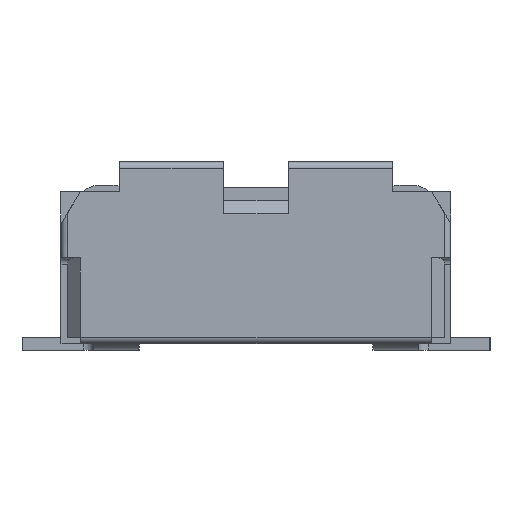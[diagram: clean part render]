
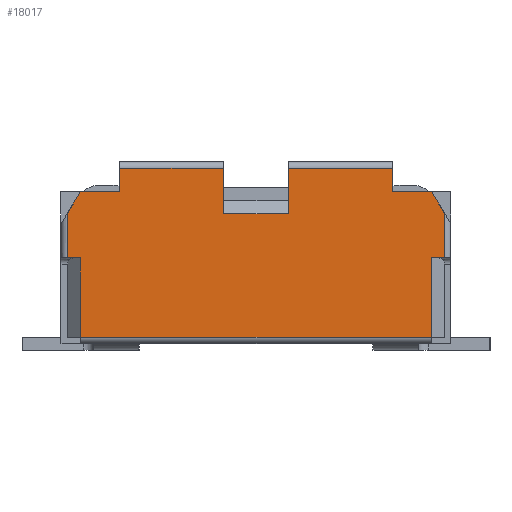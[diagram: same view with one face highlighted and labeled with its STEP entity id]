
A CAD part, left-side view. The second image highlights one B-rep face of the part: STEP entity #18017.
In plain terms, the highlighted planar face has unit normal (-1, 0, 0).
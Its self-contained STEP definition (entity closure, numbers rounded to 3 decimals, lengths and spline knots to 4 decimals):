
#102 = ORIENTED_EDGE ( 'NONE', *, *, #18084, .T. ) ;
#14462 = EDGE_CURVE ( 'NONE', #14607, #14464, #68664, .T. ) ;
#14464 = VERTEX_POINT ( 'NONE', #68660 ) ;
#14572 = VERTEX_POINT ( 'NONE', #68749 ) ;
#14607 = VERTEX_POINT ( 'NONE', #68783 ) ;
#14708 = VERTEX_POINT ( 'NONE', #68875 ) ;
#14807 = EDGE_CURVE ( 'NONE', #14708, #14572, #68974, .T. ) ;
#17962 = EDGE_CURVE ( 'NONE', #17963, #14464, #72092, .T. ) ;
#17963 = VERTEX_POINT ( 'NONE', #72088 ) ;
#18007 = VERTEX_POINT ( 'NONE', #72110 ) ;
#18017 = ADVANCED_FACE ( 'NONE', ( #72164 ), #72163, .F. ) ;
#18019 = EDGE_LOOP ( 'NONE', ( #18022, #18027, #18037, #18042, #18055, #18115, #18125, #18135, #18147, #18158, #18212, #18222, #102, #18094, #18106, #18301, #18167, #18177 ) ) ;
#18022 = ORIENTED_EDGE ( 'NONE', *, *, #14462, .F. ) ;
#18027 = ORIENTED_EDGE ( 'NONE', *, *, #18031, .T. ) ;
#18031 = EDGE_CURVE ( 'NONE', #14607, #14708, #72154, .T. ) ;
#18037 = ORIENTED_EDGE ( 'NONE', *, *, #14807, .T. ) ;
#18042 = ORIENTED_EDGE ( 'NONE', *, *, #18049, .F. ) ;
#18049 = EDGE_CURVE ( 'NONE', #18051, #14572, #72144, .T. ) ;
#18051 = VERTEX_POINT ( 'NONE', #72200 ) ;
#18055 = ORIENTED_EDGE ( 'NONE', *, *, #18060, .T. ) ;
#18060 = EDGE_CURVE ( 'NONE', #18051, #18111, #72194, .T. ) ;
#18084 = EDGE_CURVE ( 'NONE', #18231, #18089, #72237, .T. ) ;
#18089 = VERTEX_POINT ( 'NONE', #72229 ) ;
#18094 = ORIENTED_EDGE ( 'NONE', *, *, #18097, .T. ) ;
#18097 = EDGE_CURVE ( 'NONE', #18089, #18102, #72223, .T. ) ;
#18102 = VERTEX_POINT ( 'NONE', #72215 ) ;
#18106 = ORIENTED_EDGE ( 'NONE', *, *, #18291, .T. ) ;
#18108 = VERTEX_POINT ( 'NONE', #72213 ) ;
#18111 = VERTEX_POINT ( 'NONE', #72211 ) ;
#18115 = ORIENTED_EDGE ( 'NONE', *, *, #18119, .T. ) ;
#18119 = EDGE_CURVE ( 'NONE', #18111, #18121, #72210, .T. ) ;
#18121 = VERTEX_POINT ( 'NONE', #72263 ) ;
#18125 = ORIENTED_EDGE ( 'NONE', *, *, #18127, .F. ) ;
#18127 = EDGE_CURVE ( 'NONE', #18131, #18121, #72258, .T. ) ;
#18131 = VERTEX_POINT ( 'NONE', #72253 ) ;
#18135 = ORIENTED_EDGE ( 'NONE', *, *, #18137, .F. ) ;
#18137 = EDGE_CURVE ( 'NONE', #18139, #18131, #72248, .T. ) ;
#18139 = VERTEX_POINT ( 'NONE', #72244 ) ;
#18147 = ORIENTED_EDGE ( 'NONE', *, *, #18149, .F. ) ;
#18149 = EDGE_CURVE ( 'NONE', #18150, #18139, #72299, .T. ) ;
#18150 = VERTEX_POINT ( 'NONE', #72295 ) ;
#18158 = ORIENTED_EDGE ( 'NONE', *, *, #18205, .F. ) ;
#18161 = VERTEX_POINT ( 'NONE', #72288 ) ;
#18167 = ORIENTED_EDGE ( 'NONE', *, *, #18171, .F. ) ;
#18171 = EDGE_CURVE ( 'NONE', #17963, #18161, #72282, .T. ) ;
#18177 = ORIENTED_EDGE ( 'NONE', *, *, #17962, .T. ) ;
#18205 = EDGE_CURVE ( 'NONE', #18007, #18150, #72317, .T. ) ;
#18212 = ORIENTED_EDGE ( 'NONE', *, *, #18216, .T. ) ;
#18216 = EDGE_CURVE ( 'NONE', #18007, #18217, #72308, .T. ) ;
#18217 = VERTEX_POINT ( 'NONE', #72304 ) ;
#18222 = ORIENTED_EDGE ( 'NONE', *, *, #18226, .T. ) ;
#18226 = EDGE_CURVE ( 'NONE', #18217, #18231, #72358, .T. ) ;
#18231 = VERTEX_POINT ( 'NONE', #72344 ) ;
#18291 = EDGE_CURVE ( 'NONE', #18102, #18108, #72477, .T. ) ;
#18301 = ORIENTED_EDGE ( 'NONE', *, *, #18303, .F. ) ;
#18303 = EDGE_CURVE ( 'NONE', #18161, #18108, #72454, .T. ) ;
#68660 = CARTESIAN_POINT ( 'NONE',  ( -10.025, -0.25, 1.4 ) ) ;
#68661 = DIRECTION ( 'NONE',  ( 0., 0., 1. ) ) ;
#68662 = VECTOR ( 'NONE', #68661, 1000. ) ;
#68663 = CARTESIAN_POINT ( 'NONE',  ( -10.025, -0.25, 1.05 ) ) ;
#68664 = LINE ( 'NONE', #68663, #68662 ) ;
#68749 = CARTESIAN_POINT ( 'NONE',  ( -10.025, 0.25, 1.4 ) ) ;
#68783 = CARTESIAN_POINT ( 'NONE',  ( -10.025, -0.25, 1.05 ) ) ;
#68875 = CARTESIAN_POINT ( 'NONE',  ( -10.025, 0.25, 1.05 ) ) ;
#68971 = DIRECTION ( 'NONE',  ( 0., 0., 1. ) ) ;
#68972 = VECTOR ( 'NONE', #68971, 1000. ) ;
#68973 = CARTESIAN_POINT ( 'NONE',  ( -10.025, 0.25, 1.05 ) ) ;
#68974 = LINE ( 'NONE', #68973, #68972 ) ;
#72088 = CARTESIAN_POINT ( 'NONE',  ( -10.025, -1.05, 1.4 ) ) ;
#72089 = DIRECTION ( 'NONE',  ( 0., 1., 0. ) ) ;
#72090 = VECTOR ( 'NONE', #72089, 1000. ) ;
#72091 = CARTESIAN_POINT ( 'NONE',  ( -10.025, 0., 1.4 ) ) ;
#72092 = LINE ( 'NONE', #72091, #72090 ) ;
#72110 = CARTESIAN_POINT ( 'NONE',  ( -10.025, 1.35, 0.1 ) ) ;
#72144 = LINE ( 'NONE', #72203, #72202 ) ;
#72151 = DIRECTION ( 'NONE',  ( 0., 1., 0. ) ) ;
#72152 = VECTOR ( 'NONE', #72151, 1000. ) ;
#72153 = CARTESIAN_POINT ( 'NONE',  ( -10.025, -0.25, 1.05 ) ) ;
#72154 = LINE ( 'NONE', #72153, #72152 ) ;
#72159 = DIRECTION ( 'NONE',  ( 0., 1., 0. ) ) ;
#72160 = DIRECTION ( 'NONE',  ( 1., 0., 0. ) ) ;
#72161 = CARTESIAN_POINT ( 'NONE',  ( -10.025, 0., 1.22 ) ) ;
#72162 = AXIS2_PLACEMENT_3D ( 'NONE', #72161, #72160, #72159 ) ;
#72163 = PLANE ( 'NONE',  #72162 ) ;
#72164 = FACE_OUTER_BOUND ( 'NONE', #18019, .T. ) ;
#72190 = DIRECTION ( 'NONE',  ( 0., 0., -1. ) ) ;
#72191 = VECTOR ( 'NONE', #72190, 1000. ) ;
#72193 = CARTESIAN_POINT ( 'NONE',  ( -10.025, 1.05, 1.45 ) ) ;
#72194 = LINE ( 'NONE', #72193, #72191 ) ;
#72200 = CARTESIAN_POINT ( 'NONE',  ( -10.025, 1.05, 1.4 ) ) ;
#72201 = DIRECTION ( 'NONE',  ( 0., -1., 0. ) ) ;
#72202 = VECTOR ( 'NONE', #72201, 1000. ) ;
#72203 = CARTESIAN_POINT ( 'NONE',  ( -10.025, 0., 1.4 ) ) ;
#72210 = LINE ( 'NONE', #72267, #72266 ) ;
#72211 = CARTESIAN_POINT ( 'NONE',  ( -10.025, 1.05, 1.22 ) ) ;
#72213 = CARTESIAN_POINT ( 'NONE',  ( -10.025, -1.35, 1.22 ) ) ;
#72215 = CARTESIAN_POINT ( 'NONE',  ( -10.025, -1.45, 1.0533 ) ) ;
#72220 = DIRECTION ( 'NONE',  ( 0., 0., 1. ) ) ;
#72221 = VECTOR ( 'NONE', #72220, 1000. ) ;
#72222 = CARTESIAN_POINT ( 'NONE',  ( -10.025, -1.45, 1.22 ) ) ;
#72223 = LINE ( 'NONE', #72222, #72221 ) ;
#72229 = CARTESIAN_POINT ( 'NONE',  ( -10.025, -1.45, 0.71 ) ) ;
#72234 = DIRECTION ( 'NONE',  ( 0., -1., 0. ) ) ;
#72235 = VECTOR ( 'NONE', #72234, 1000. ) ;
#72236 = CARTESIAN_POINT ( 'NONE',  ( -10.025, -1.35, 0.71 ) ) ;
#72237 = LINE ( 'NONE', #72236, #72235 ) ;
#72244 = CARTESIAN_POINT ( 'NONE',  ( -10.025, 1.45, 0.71 ) ) ;
#72245 = DIRECTION ( 'NONE',  ( 0., 0., 1. ) ) ;
#72246 = VECTOR ( 'NONE', #72245, 1000. ) ;
#72247 = CARTESIAN_POINT ( 'NONE',  ( -10.025, 1.45, 1.22 ) ) ;
#72248 = LINE ( 'NONE', #72247, #72246 ) ;
#72253 = CARTESIAN_POINT ( 'NONE',  ( -10.025, 1.45, 1.0533 ) ) ;
#72255 = DIRECTION ( 'NONE',  ( 0., -0.514, 0.857 ) ) ;
#72256 = VECTOR ( 'NONE', #72255, 1000. ) ;
#72257 = CARTESIAN_POINT ( 'NONE',  ( -10.025, 1.5, 0.97 ) ) ;
#72258 = LINE ( 'NONE', #72257, #72256 ) ;
#72263 = CARTESIAN_POINT ( 'NONE',  ( -10.025, 1.35, 1.22 ) ) ;
#72265 = DIRECTION ( 'NONE',  ( 0., 1., 0. ) ) ;
#72266 = VECTOR ( 'NONE', #72265, 1000. ) ;
#72267 = CARTESIAN_POINT ( 'NONE',  ( -10.025, 0., 1.22 ) ) ;
#72279 = DIRECTION ( 'NONE',  ( 0., 0., -1. ) ) ;
#72280 = VECTOR ( 'NONE', #72279, 1000. ) ;
#72281 = CARTESIAN_POINT ( 'NONE',  ( -10.025, -1.05, 1.45 ) ) ;
#72282 = LINE ( 'NONE', #72281, #72280 ) ;
#72288 = CARTESIAN_POINT ( 'NONE',  ( -10.025, -1.05, 1.22 ) ) ;
#72295 = CARTESIAN_POINT ( 'NONE',  ( -10.025, 1.35, 0.71 ) ) ;
#72296 = DIRECTION ( 'NONE',  ( 0., 1., 0. ) ) ;
#72297 = VECTOR ( 'NONE', #72296, 1000. ) ;
#72298 = CARTESIAN_POINT ( 'NONE',  ( -10.025, 1.35, 0.71 ) ) ;
#72299 = LINE ( 'NONE', #72298, #72297 ) ;
#72304 = CARTESIAN_POINT ( 'NONE',  ( -10.025, -1.35, 0.1 ) ) ;
#72305 = DIRECTION ( 'NONE',  ( 0., -1., 0. ) ) ;
#72306 = VECTOR ( 'NONE', #72305, 1000. ) ;
#72307 = CARTESIAN_POINT ( 'NONE',  ( -10.025, 0., 0.1 ) ) ;
#72308 = LINE ( 'NONE', #72307, #72306 ) ;
#72314 = DIRECTION ( 'NONE',  ( 0., 0., 1. ) ) ;
#72315 = VECTOR ( 'NONE', #72314, 1000. ) ;
#72316 = CARTESIAN_POINT ( 'NONE',  ( -10.025, 1.35, 0.05 ) ) ;
#72317 = LINE ( 'NONE', #72316, #72315 ) ;
#72344 = CARTESIAN_POINT ( 'NONE',  ( -10.025, -1.35, 0.71 ) ) ;
#72355 = DIRECTION ( 'NONE',  ( 0., 0., 1. ) ) ;
#72356 = VECTOR ( 'NONE', #72355, 1000. ) ;
#72357 = CARTESIAN_POINT ( 'NONE',  ( -10.025, -1.35, 0.05 ) ) ;
#72358 = LINE ( 'NONE', #72357, #72356 ) ;
#72451 = DIRECTION ( 'NONE',  ( 0., -1., 0. ) ) ;
#72452 = VECTOR ( 'NONE', #72451, 1000. ) ;
#72453 = CARTESIAN_POINT ( 'NONE',  ( -10.025, 0., 1.22 ) ) ;
#72454 = LINE ( 'NONE', #72453, #72452 ) ;
#72470 = DIRECTION ( 'NONE',  ( 0., 0.514, 0.857 ) ) ;
#72471 = VECTOR ( 'NONE', #72470, 1000. ) ;
#72472 = CARTESIAN_POINT ( 'NONE',  ( -10.025, -1.5, 0.97 ) ) ;
#72477 = LINE ( 'NONE', #72472, #72471 ) ;
